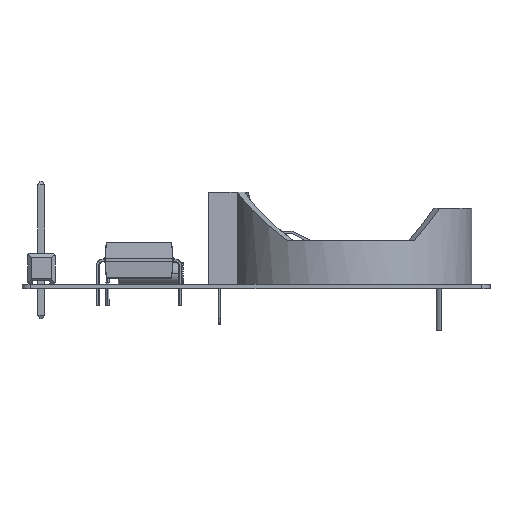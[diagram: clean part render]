
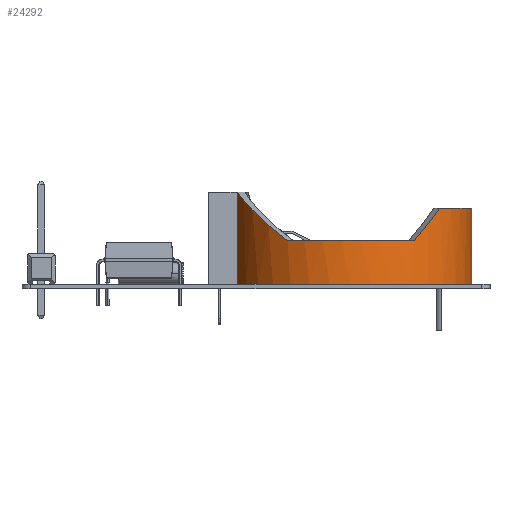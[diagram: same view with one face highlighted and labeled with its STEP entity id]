
A CAD part, front view. The second image highlights one B-rep face of the part: STEP entity #24292.
In plain terms, the highlighted cylindrical face has radius 11.15 mm (diameter 22.3 mm), a partial arc.
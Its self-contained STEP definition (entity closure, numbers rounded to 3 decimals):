
#23577 = VERTEX_POINT('',#23578);
#23578 = CARTESIAN_POINT('',(-11.15,0.,7.));
#23587 = EDGE_CURVE('',#23577,#23588,#23590,.T.);
#23588 = VERTEX_POINT('',#23589);
#23589 = CARTESIAN_POINT('',(-11.15,0.,0.));
#23590 = LINE('',#23591,#23592);
#23591 = CARTESIAN_POINT('',(-11.15,0.,2.));
#23592 = VECTOR('',#23593,1.);
#23593 = DIRECTION('',(0.,0.,-1.));
#23968 = EDGE_CURVE('',#23969,#23971,#23973,.T.);
#23969 = VERTEX_POINT('',#23970);
#23970 = CARTESIAN_POINT('',(5.833,9.502,4.));
#23971 = VERTEX_POINT('',#23972);
#23972 = CARTESIAN_POINT('',(-5.833,9.502,4.));
#23973 = CIRCLE('',#23974,11.15);
#23974 = AXIS2_PLACEMENT_3D('',#23975,#23976,#23977);
#23975 = CARTESIAN_POINT('',(0.,0.,4.));
#23976 = DIRECTION('',(0.,0.,1.));
#23977 = DIRECTION('',(1.,0.,0.));
#24125 = EDGE_CURVE('',#24126,#23588,#24128,.T.);
#24126 = VERTEX_POINT('',#24127);
#24127 = CARTESIAN_POINT('',(10.5,3.75,0.));
#24128 = CIRCLE('',#24129,11.15);
#24129 = AXIS2_PLACEMENT_3D('',#24130,#24131,#24132);
#24130 = CARTESIAN_POINT('',(0.,0.,0.));
#24131 = DIRECTION('',(0.,0.,1.));
#24132 = DIRECTION('',(1.,0.,0.));
#24266 = EDGE_CURVE('',#24267,#24126,#24269,.T.);
#24267 = VERTEX_POINT('',#24268);
#24268 = CARTESIAN_POINT('',(10.5,3.75,8.5));
#24269 = LINE('',#24270,#24271);
#24270 = CARTESIAN_POINT('',(10.5,3.75,2.));
#24271 = VECTOR('',#24272,1.);
#24272 = DIRECTION('',(0.,0.,-1.));
#24292 = ADVANCED_FACE('',(#24293),#24331,.T.);
#24293 = FACE_BOUND('',#24294,.T.);
#24294 = EDGE_LOOP('',(#24295,#24296,#24305,#24312,#24313,#24322,#24329,
    #24330));
#24295 = ORIENTED_EDGE('',*,*,#23587,.F.);
#24296 = ORIENTED_EDGE('',*,*,#24297,.F.);
#24297 = EDGE_CURVE('',#24298,#23577,#24300,.T.);
#24298 = VERTEX_POINT('',#24299);
#24299 = CARTESIAN_POINT('',(-8.175,7.583,7.));
#24300 = CIRCLE('',#24301,11.15);
#24301 = AXIS2_PLACEMENT_3D('',#24302,#24303,#24304);
#24302 = CARTESIAN_POINT('',(0.,0.,7.));
#24303 = DIRECTION('',(0.,0.,1.));
#24304 = DIRECTION('',(1.,0.,0.));
#24305 = ORIENTED_EDGE('',*,*,#24306,.T.);
#24306 = EDGE_CURVE('',#24298,#23971,#24307,.T.);
#24307 = ( BOUNDED_CURVE() B_SPLINE_CURVE(3,(#24308,#24309,#24310,#24311
),.UNSPECIFIED.,.F.,.F.) B_SPLINE_CURVE_WITH_KNOTS((4,4),(4.44
,4.712),.PIECEWISE_BEZIER_KNOTS.) CURVE() 
GEOMETRIC_REPRESENTATION_ITEM() RATIONAL_B_SPLINE_CURVE((1.,
0.994,0.994,1.)) REPRESENTATION_ITEM('') );
#24308 = CARTESIAN_POINT('',(-8.175,7.583,7.));
#24309 = CARTESIAN_POINT('',(-7.484,8.327,
    6.022));
#24310 = CARTESIAN_POINT('',(-6.699,8.971,
    5.016));
#24311 = CARTESIAN_POINT('',(-5.833,9.502,4.));
#24312 = ORIENTED_EDGE('',*,*,#23968,.F.);
#24313 = ORIENTED_EDGE('',*,*,#24314,.T.);
#24314 = EDGE_CURVE('',#23969,#24315,#24317,.T.);
#24315 = VERTEX_POINT('',#24316);
#24316 = CARTESIAN_POINT('',(10.475,3.819,8.5));
#24317 = ( BOUNDED_CURVE() B_SPLINE_CURVE(3,(#24318,#24319,#24320,#24321
),.UNSPECIFIED.,.F.,.F.) B_SPLINE_CURVE_WITH_KNOTS((4,4),(1.571
,2.241),.PIECEWISE_BEZIER_KNOTS.) CURVE() 
GEOMETRIC_REPRESENTATION_ITEM() RATIONAL_B_SPLINE_CURVE((1.,
0.963,0.963,1.)) REPRESENTATION_ITEM('') );
#24318 = CARTESIAN_POINT('',(5.833,9.502,4.));
#24319 = CARTESIAN_POINT('',(7.998,8.173,
    5.65));
#24320 = CARTESIAN_POINT('',(9.605,6.206,
    7.208));
#24321 = CARTESIAN_POINT('',(10.475,3.819,8.5));
#24322 = ORIENTED_EDGE('',*,*,#24323,.F.);
#24323 = EDGE_CURVE('',#24267,#24315,#24324,.T.);
#24324 = CIRCLE('',#24325,11.15);
#24325 = AXIS2_PLACEMENT_3D('',#24326,#24327,#24328);
#24326 = CARTESIAN_POINT('',(0.,0.,8.5));
#24327 = DIRECTION('',(0.,0.,1.));
#24328 = DIRECTION('',(-1.,0.,0.));
#24329 = ORIENTED_EDGE('',*,*,#24266,.T.);
#24330 = ORIENTED_EDGE('',*,*,#24125,.T.);
#24331 = CYLINDRICAL_SURFACE('',#24332,11.15);
#24332 = AXIS2_PLACEMENT_3D('',#24333,#24334,#24335);
#24333 = CARTESIAN_POINT('',(0.,0.,2.));
#24334 = DIRECTION('',(0.,0.,-1.));
#24335 = DIRECTION('',(-1.,0.,0.));
